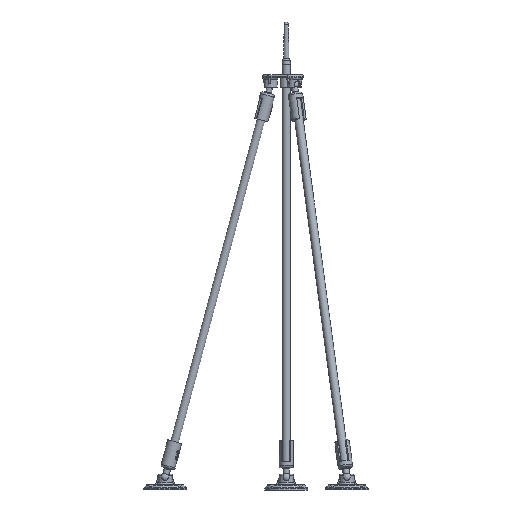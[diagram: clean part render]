
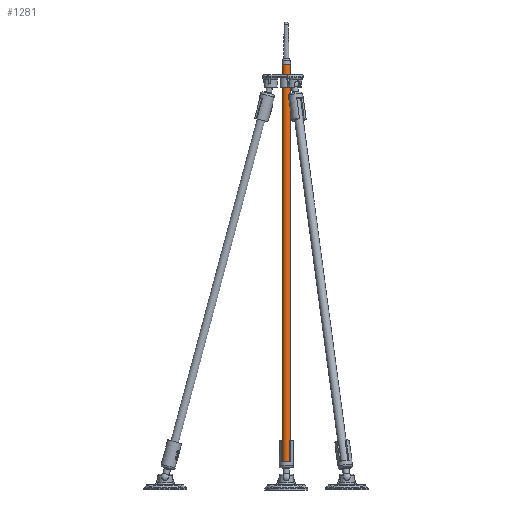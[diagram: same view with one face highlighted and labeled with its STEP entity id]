
A CAD part, left-side view. The second image highlights one B-rep face of the part: STEP entity #1281.
In plain terms, the highlighted cylindrical face has radius 4 mm (diameter 8 mm), a full revolution.
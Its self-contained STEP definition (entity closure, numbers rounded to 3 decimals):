
#1281 = ADVANCED_FACE( '', ( #2864, #2865 ), #2866, .T. );
#2864 = FACE_OUTER_BOUND( '', #5229, .T. );
#2865 = FACE_OUTER_BOUND( '', #5230, .T. );
#2866 = CYLINDRICAL_SURFACE( '', #5231, 4. );
#5229 = EDGE_LOOP( '', ( #10138 ) );
#5230 = EDGE_LOOP( '', ( #10139 ) );
#5231 = AXIS2_PLACEMENT_3D( '', #10140, #10141, #10142 );
#10138 = ORIENTED_EDGE( '', *, *, #16145, .F. );
#10139 = ORIENTED_EDGE( '', *, *, #16143, .T. );
#10140 = CARTESIAN_POINT( '', ( 0., 0., 404. ) );
#10141 = DIRECTION( '', ( 0., 0., 1. ) );
#10142 = DIRECTION( '', ( -1., 0., 0. ) );
#16143 = EDGE_CURVE( '', #19236, #19236, #19237, .T. );
#16145 = EDGE_CURVE( '', #19240, #19240, #19241, .T. );
#19236 = VERTEX_POINT( '', #24931 );
#19237 = CIRCLE( '', #24932, 4. );
#19240 = VERTEX_POINT( '', #24935 );
#19241 = CIRCLE( '', #24936, 4. );
#24931 = CARTESIAN_POINT( '', ( 4., 0., 24. ) );
#24932 = AXIS2_PLACEMENT_3D( '', #31772, #31773, #31774 );
#24935 = CARTESIAN_POINT( '', ( 4., 0., 404. ) );
#24936 = AXIS2_PLACEMENT_3D( '', #31778, #31779, #31780 );
#31772 = CARTESIAN_POINT( '', ( 0., 0., 24. ) );
#31773 = DIRECTION( '', ( 0., 0., 1. ) );
#31774 = DIRECTION( '', ( 1., 0., 0. ) );
#31778 = CARTESIAN_POINT( '', ( 0., 0., 404. ) );
#31779 = DIRECTION( '', ( 0., 0., 1. ) );
#31780 = DIRECTION( '', ( 1., 0., 0. ) );
